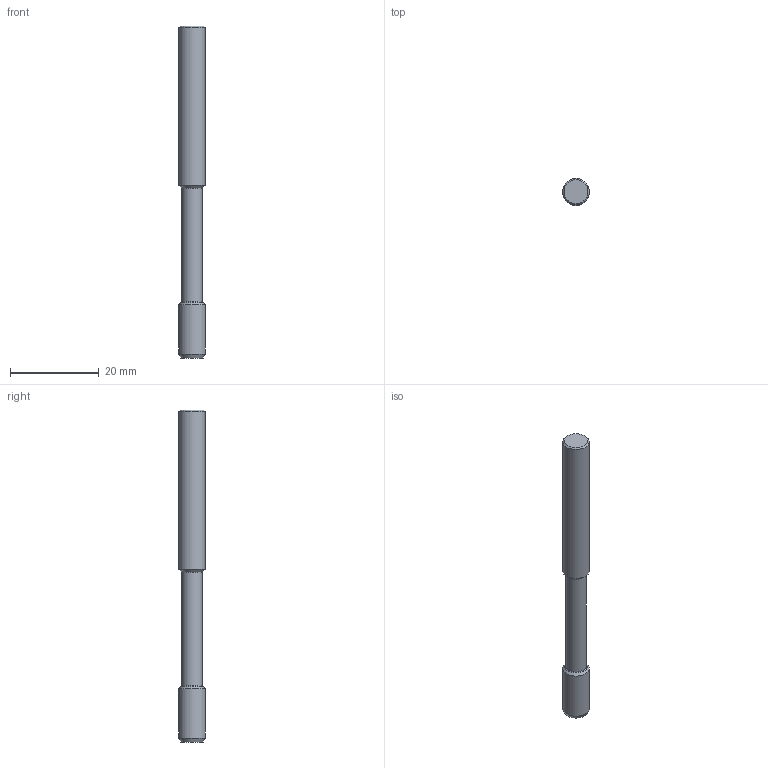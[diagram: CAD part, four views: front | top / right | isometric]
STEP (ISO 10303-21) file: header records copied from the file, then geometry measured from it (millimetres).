
FILE_DESCRIPTION(('STEP'), '1');
FILE_NAME('MOD000000000000000020082719100000.stp', '2019-02-05T15:06:23', (''), (''), 'Express v3.0.0.0', 'Express Tool', 'Unknown');
FILE_SCHEMA(('AUTOMOTIVE_DESIGN'));
Length unit declared in the file: millimetre
Products named in the file (1): EmptyName
Bounding box: 6.02 x 6.02 x 75 mm (x, y, z)
Volume: 1834.1 mm3; surface area: 1757.1 mm2
Topology: 2 solids, 2 shells, 12 faces, 25 edges, 16 vertices
Faces by surface type: bspline 12
Entity records: 517 total; most frequent: CARTESIAN_POINT 236, ORIENTED_EDGE 42, DIRECTION 42, EDGE_CURVE 21, AXIS2_PLACEMENT_3D 14, LINE 14, VECTOR 14, ADVANCED_FACE 12
